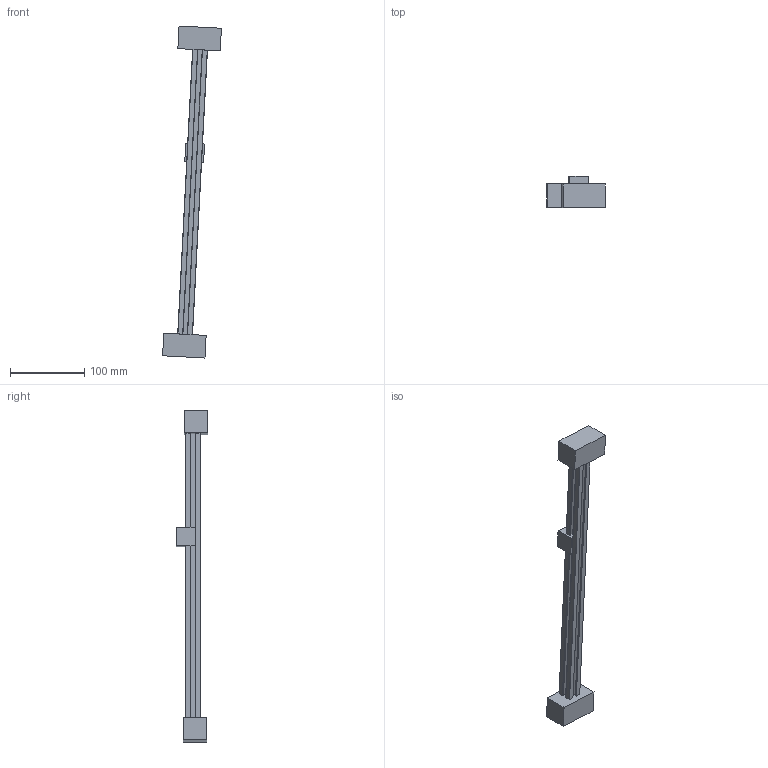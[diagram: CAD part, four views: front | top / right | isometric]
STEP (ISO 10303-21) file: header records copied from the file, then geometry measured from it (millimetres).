
FILE_DESCRIPTION (( 'STEP AP214' ), '1' );
FILE_NAME ('Robot_Assembly.STEP', '2025-08-01T11:44:43', ( '' ), ( '' ), 'SwSTEP 2.0', 'SolidWorks 2025', '' );
FILE_SCHEMA (( 'AUTOMOTIVE_DESIGN' ));
Length unit declared in the file: inch
Products named in the file (4): Gantry_Bracket; Extrusion; Robot_Assembly; Gantry_Servo
Assembly tree (4 placements, depth 2):
  Robot_Assembly
    Extrusion
    Gantry_Bracket  x2
    Gantry_Servo
Bounding box: 79.24 x 42.19 x 446.94 mm (x, y, z)
Volume: 196553.1 mm3; surface area: 88231.2 mm2
Topology: 4 solids, 4 shells, 86 faces, 234 edges, 156 vertices
Faces by surface type: plane 84, cylinder 2
Entity records: 2657 total; most frequent: CARTESIAN_POINT 457, ORIENTED_EDGE 444, DIRECTION 400, EDGE_CURVE 222, VECTOR 218, LINE 218, VERTEX_POINT 148, AXIS2_PLACEMENT_3D 91
